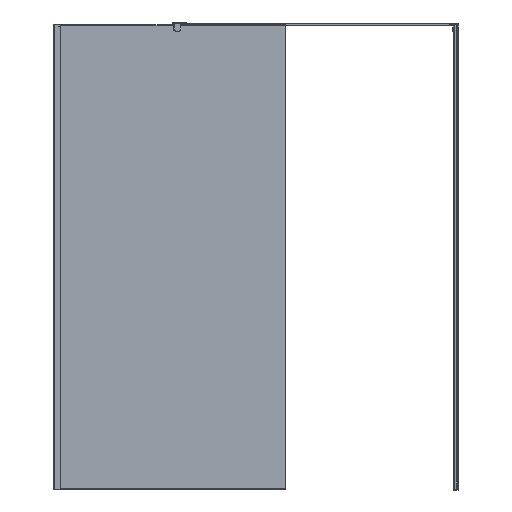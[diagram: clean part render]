
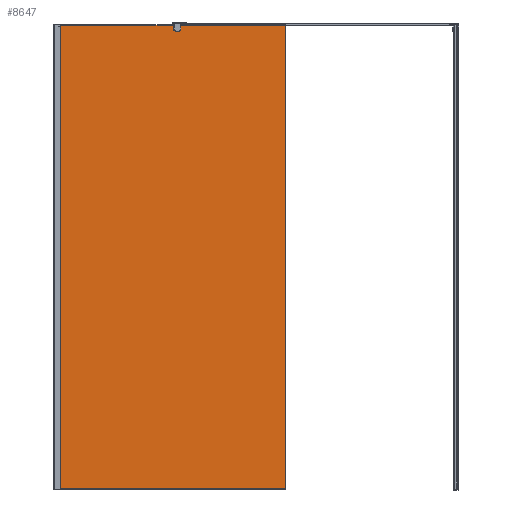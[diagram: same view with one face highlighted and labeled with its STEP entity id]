
A CAD part, top view. The second image highlights one B-rep face of the part: STEP entity #8647.
In plain terms, the highlighted planar face has unit normal (0, 0, 1).
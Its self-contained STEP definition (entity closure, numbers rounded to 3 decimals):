
#1950 = FACE_OUTER_BOUND ( 'NONE', #31506, .T. ) ;
#8647 = ADVANCED_FACE ( 'NONE', ( #1950 ), #41118, .F. ) ;
#10452 = ORIENTED_EDGE ( 'NONE', *, *, #34107, .T. ) ;
#10477 = ORIENTED_EDGE ( 'NONE', *, *, #34114, .T. ) ;
#10513 = ORIENTED_EDGE ( 'NONE', *, *, #34177, .T. ) ;
#10515 = ORIENTED_EDGE ( 'NONE', *, *, #34133, .T. ) ;
#16871 = LINE ( 'NONE', #20892, #16872 ) ;
#16872 = VECTOR ( 'NONE', #20883, 1000. ) ;
#16881 = LINE ( 'NONE', #20762, #16883 ) ;
#16883 = VECTOR ( 'NONE', #20846, 1000. ) ;
#16893 = VECTOR ( 'NONE', #20830, 1000. ) ;
#16923 = LINE ( 'NONE', #20853, #16893 ) ;
#17035 = VECTOR ( 'NONE', #21004, 1000. ) ;
#17054 = LINE ( 'NONE', #20994, #17035 ) ;
#20762 = CARTESIAN_POINT ( 'NONE',  ( 0., 1996., 10. ) ) ;
#20830 = DIRECTION ( 'NONE',  ( 1., 0., 0. ) ) ;
#20846 = DIRECTION ( 'NONE',  ( -1., 0., 0. ) ) ;
#20853 = CARTESIAN_POINT ( 'NONE',  ( 0., 1., 10. ) ) ;
#20883 = DIRECTION ( 'NONE',  ( 0., 1., 0. ) ) ;
#20892 = CARTESIAN_POINT ( 'NONE',  ( 994., 1997., 10. ) ) ;
#20994 = CARTESIAN_POINT ( 'NONE',  ( 1., 1997., 10. ) ) ;
#21004 = DIRECTION ( 'NONE',  ( 0., -1., 0. ) ) ;
#25639 = VERTEX_POINT ( 'NONE', #29136 ) ;
#25646 = VERTEX_POINT ( 'NONE', #29129 ) ;
#25647 = VERTEX_POINT ( 'NONE', #29169 ) ;
#25667 = VERTEX_POINT ( 'NONE', #29151 ) ;
#29129 = CARTESIAN_POINT ( 'NONE',  ( 994., 1996., 10. ) ) ;
#29136 = CARTESIAN_POINT ( 'NONE',  ( 994., 1., 10. ) ) ;
#29151 = CARTESIAN_POINT ( 'NONE',  ( 1., 1., 10. ) ) ;
#29169 = CARTESIAN_POINT ( 'NONE',  ( 1., 1996., 10. ) ) ;
#31506 = EDGE_LOOP ( 'NONE', ( #10515, #10452, #10513, #10477 ) ) ;
#32055 = AXIS2_PLACEMENT_3D ( 'NONE', #41084, #41077, #41088 ) ;
#34107 = EDGE_CURVE ( 'NONE', #25646, #25647, #16881, .T. ) ;
#34114 = EDGE_CURVE ( 'NONE', #25667, #25639, #16923, .T. ) ;
#34133 = EDGE_CURVE ( 'NONE', #25639, #25646, #16871, .T. ) ;
#34177 = EDGE_CURVE ( 'NONE', #25647, #25667, #17054, .T. ) ;
#41077 = DIRECTION ( 'NONE',  ( 0., 0., -1. ) ) ;
#41084 = CARTESIAN_POINT ( 'NONE',  ( 0., 1997., 10. ) ) ;
#41088 = DIRECTION ( 'NONE',  ( -1., 0., 0. ) ) ;
#41118 = PLANE ( 'NONE',  #32055 ) ;
